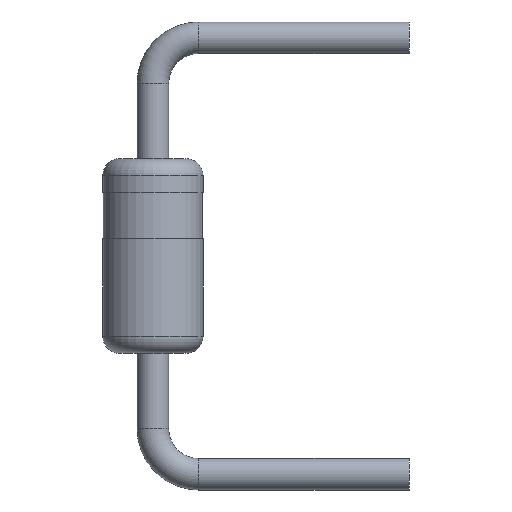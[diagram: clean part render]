
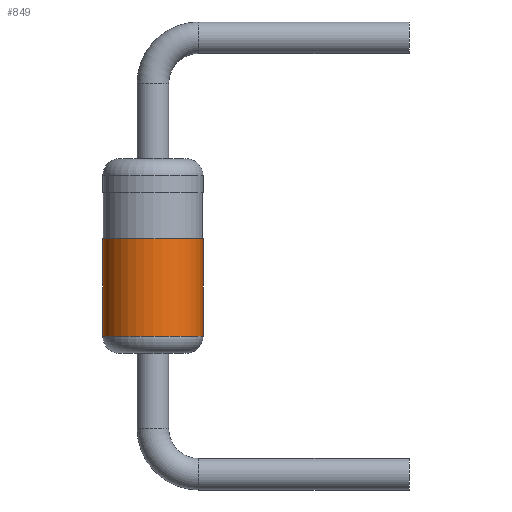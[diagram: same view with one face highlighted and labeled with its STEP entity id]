
A CAD part, top view. The second image highlights one B-rep face of the part: STEP entity #849.
In plain terms, the highlighted cylindrical face has radius 0.875 mm (diameter 1.75 mm), a partial arc.
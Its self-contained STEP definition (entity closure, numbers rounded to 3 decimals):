
#7 = ORIENTED_EDGE ( 'NONE', *, *, #539, .T. ) ;
#25 = EDGE_CURVE ( 'NONE', #93, #560, #331, .T. ) ;
#70 = LINE ( 'NONE', #912, #273 ) ;
#93 = VERTEX_POINT ( 'NONE', #637 ) ;
#99 = CYLINDRICAL_SURFACE ( 'NONE', #566, 0.875 ) ;
#130 = ORIENTED_EDGE ( 'NONE', *, *, #807, .F. ) ;
#139 = AXIS2_PLACEMENT_3D ( 'NONE', #935, #765, #1104 ) ;
#201 = CARTESIAN_POINT ( 'NONE',  ( 0., 1.7, 0. ) ) ;
#229 = DIRECTION ( 'NONE',  ( 0., 1., 0. ) ) ;
#273 = VECTOR ( 'NONE', #652, 1000. ) ;
#284 = DIRECTION ( 'NONE',  ( 0., 1., 0. ) ) ;
#288 = VECTOR ( 'NONE', #931, 1000. ) ;
#331 = LINE ( 'NONE', #647, #288 ) ;
#360 = AXIS2_PLACEMENT_3D ( 'NONE', #422, #229, #1061 ) ;
#387 = CARTESIAN_POINT ( 'NONE',  ( -0.875, -1.4, 0. ) ) ;
#422 = CARTESIAN_POINT ( 'NONE',  ( 0., -1.4, 0. ) ) ;
#539 = EDGE_CURVE ( 'NONE', #1025, #93, #830, .T. ) ;
#550 = ORIENTED_EDGE ( 'NONE', *, *, #25, .T. ) ;
#557 = FACE_OUTER_BOUND ( 'NONE', #801, .T. ) ;
#560 = VERTEX_POINT ( 'NONE', #959 ) ;
#566 = AXIS2_PLACEMENT_3D ( 'NONE', #201, #284, #923 ) ;
#637 = CARTESIAN_POINT ( 'NONE',  ( 0.875, -1.4, 0. ) ) ;
#647 = CARTESIAN_POINT ( 'NONE',  ( 0.875, 1.7, 0. ) ) ;
#652 = DIRECTION ( 'NONE',  ( 0., 1., 0. ) ) ;
#765 = DIRECTION ( 'NONE',  ( 0., -1., 0. ) ) ;
#787 = CIRCLE ( 'NONE', #139, 0.875 ) ;
#801 = EDGE_LOOP ( 'NONE', ( #7, #550, #944, #130 ) ) ;
#807 = EDGE_CURVE ( 'NONE', #1025, #976, #70, .T. ) ;
#830 = CIRCLE ( 'NONE', #360, 0.875 ) ;
#849 = ADVANCED_FACE ( 'NONE', ( #557 ), #99, .T. ) ;
#912 = CARTESIAN_POINT ( 'NONE',  ( -0.875, 1.7, 0. ) ) ;
#923 = DIRECTION ( 'NONE',  ( -1., 0., 0. ) ) ;
#931 = DIRECTION ( 'NONE',  ( 0., 1., 0. ) ) ;
#935 = CARTESIAN_POINT ( 'NONE',  ( 0., 0.3, 0. ) ) ;
#944 = ORIENTED_EDGE ( 'NONE', *, *, #973, .T. ) ;
#959 = CARTESIAN_POINT ( 'NONE',  ( 0.875, 0.3, 0. ) ) ;
#973 = EDGE_CURVE ( 'NONE', #560, #976, #787, .T. ) ;
#976 = VERTEX_POINT ( 'NONE', #1019 ) ;
#1019 = CARTESIAN_POINT ( 'NONE',  ( -0.875, 0.3, 0. ) ) ;
#1025 = VERTEX_POINT ( 'NONE', #387 ) ;
#1061 = DIRECTION ( 'NONE',  ( -1., 0., 0. ) ) ;
#1104 = DIRECTION ( 'NONE',  ( 1., 0., 0. ) ) ;
